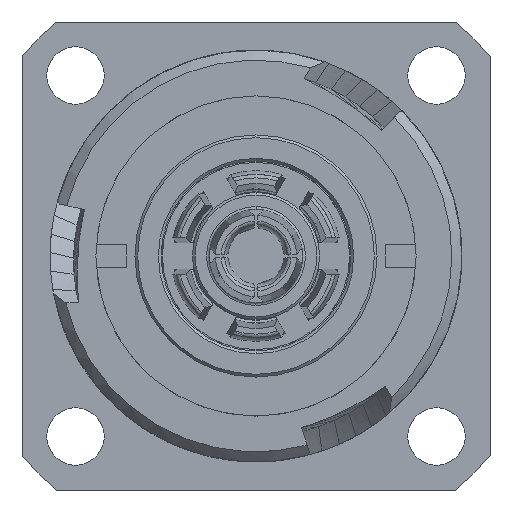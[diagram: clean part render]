
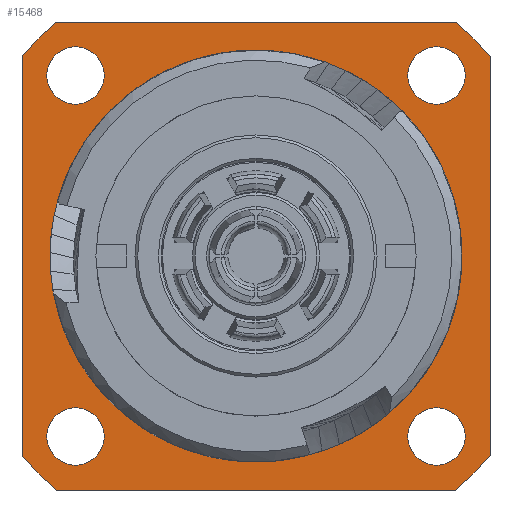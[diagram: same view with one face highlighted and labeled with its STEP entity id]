
A CAD part, left-side view. The second image highlights one B-rep face of the part: STEP entity #15468.
In plain terms, the highlighted planar face has unit normal (-1, 0, 0).
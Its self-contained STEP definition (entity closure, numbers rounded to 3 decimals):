
#313=CARTESIAN_POINT('',(23.15,0.,0.));
#314=DIRECTION('',(1.,0.,0.));
#315=DIRECTION('',(0.,1.,0.));
#316=AXIS2_PLACEMENT_3D('',#313,#314,#315);
#1257=CARTESIAN_POINT('',(23.15,0.,0.));
#1258=DIRECTION('',(-1.,0.,0.));
#1259=DIRECTION('',(0.,1.,0.));
#1260=AXIS2_PLACEMENT_3D('',#1257,#1258,#1259);
#2929=DIRECTION('',(0.,1.,0.));
#2930=VECTOR('',#2929,29.88);
#2931=CARTESIAN_POINT('',(23.15,-14.94,-17.5));
#2932=LINE('770',#2931,#2930);
#2933=CARTESIAN_POINT('',(23.15,0.,0.));
#2934=DIRECTION('',(-1.,0.,0.));
#2935=DIRECTION('',(0.,0.761,-0.649));
#2936=AXIS2_PLACEMENT_3D('',#2933,#2934,#2935);
#2938=DIRECTION('',(0.,0.,1.));
#2939=VECTOR('',#2938,29.88);
#2940=CARTESIAN_POINT('',(23.15,17.5,-14.94));
#2941=LINE('773',#2940,#2939);
#2942=CARTESIAN_POINT('',(23.15,0.,0.));
#2943=DIRECTION('',(1.,0.,0.));
#2944=DIRECTION('',(0.,0.761,0.649));
#2945=AXIS2_PLACEMENT_3D('',#2942,#2943,#2944);
#2947=DIRECTION('',(0.,-1.,0.));
#2948=VECTOR('',#2947,29.88);
#2949=CARTESIAN_POINT('',(23.15,14.94,17.5));
#2950=LINE('772',#2949,#2948);
#2951=CARTESIAN_POINT('',(23.15,0.,0.));
#2952=DIRECTION('',(1.,0.,0.));
#2953=DIRECTION('',(0.,-0.649,0.761));
#2954=AXIS2_PLACEMENT_3D('',#2951,#2952,#2953);
#2956=DIRECTION('',(0.,0.,-1.));
#2957=VECTOR('',#2956,29.88);
#2958=CARTESIAN_POINT('',(23.15,-17.5,14.94));
#2959=LINE('771',#2958,#2957);
#2960=CARTESIAN_POINT('',(23.15,0.,0.));
#2961=DIRECTION('',(-1.,0.,0.));
#2962=DIRECTION('',(0.,-0.649,-0.761));
#2963=AXIS2_PLACEMENT_3D('',#2960,#2961,#2962);
#2965=CARTESIAN_POINT('',(23.15,13.5,-13.5));
#2966=DIRECTION('',(-1.,0.,0.));
#2967=DIRECTION('',(0.,0.,1.));
#2968=AXIS2_PLACEMENT_3D('',#2965,#2966,#2967);
#2970=CARTESIAN_POINT('',(23.15,13.5,-13.5));
#2971=DIRECTION('',(-1.,0.,0.));
#2972=DIRECTION('',(0.,0.,-1.));
#2973=AXIS2_PLACEMENT_3D('',#2970,#2971,#2972);
#2975=CARTESIAN_POINT('',(23.15,13.5,13.5));
#2976=DIRECTION('',(-1.,0.,0.));
#2977=DIRECTION('',(0.,0.,1.));
#2978=AXIS2_PLACEMENT_3D('',#2975,#2976,#2977);
#2980=CARTESIAN_POINT('',(23.15,13.5,13.5));
#2981=DIRECTION('',(-1.,0.,0.));
#2982=DIRECTION('',(0.,0.,-1.));
#2983=AXIS2_PLACEMENT_3D('',#2980,#2981,#2982);
#2985=CARTESIAN_POINT('',(23.15,-13.5,13.5));
#2986=DIRECTION('',(-1.,0.,0.));
#2987=DIRECTION('',(0.,0.,1.));
#2988=AXIS2_PLACEMENT_3D('',#2985,#2986,#2987);
#2990=CARTESIAN_POINT('',(23.15,-13.5,13.5));
#2991=DIRECTION('',(-1.,0.,0.));
#2992=DIRECTION('',(0.,0.,-1.));
#2993=AXIS2_PLACEMENT_3D('',#2990,#2991,#2992);
#2995=CARTESIAN_POINT('',(23.15,-13.5,-13.5));
#2996=DIRECTION('',(-1.,0.,0.));
#2997=DIRECTION('',(0.,0.,1.));
#2998=AXIS2_PLACEMENT_3D('',#2995,#2996,#2997);
#3000=CARTESIAN_POINT('',(23.15,-13.5,-13.5));
#3001=DIRECTION('',(-1.,0.,0.));
#3002=DIRECTION('',(0.,0.,-1.));
#3003=AXIS2_PLACEMENT_3D('',#3000,#3001,#3002);
#6945=CARTESIAN_POINT('',(23.15,15.4,0.));
#6946=CARTESIAN_POINT('',(23.15,-15.4,0.));
#6947=VERTEX_POINT('',#6945);
#6948=VERTEX_POINT('',#6946);
#6965=CARTESIAN_POINT('',(23.15,-14.94,-17.5));
#6966=CARTESIAN_POINT('',(23.15,14.94,-17.5));
#6967=VERTEX_POINT('',#6965);
#6968=VERTEX_POINT('',#6966);
#6969=CARTESIAN_POINT('',(23.15,-17.5,14.94));
#6970=CARTESIAN_POINT('',(23.15,-17.5,-14.94));
#6971=VERTEX_POINT('',#6969);
#6972=VERTEX_POINT('',#6970);
#6973=CARTESIAN_POINT('',(23.15,14.94,17.5));
#6974=CARTESIAN_POINT('',(23.15,-14.94,17.5));
#6975=VERTEX_POINT('',#6973);
#6976=VERTEX_POINT('',#6974);
#6977=CARTESIAN_POINT('',(23.15,17.5,-14.94));
#6978=CARTESIAN_POINT('',(23.15,17.5,14.94));
#6979=VERTEX_POINT('',#6977);
#6980=VERTEX_POINT('',#6978);
#7474=CARTESIAN_POINT('',(23.15,13.5,-11.35));
#7475=CARTESIAN_POINT('',(23.15,13.5,-15.65));
#7476=VERTEX_POINT('',#7474);
#7477=VERTEX_POINT('',#7475);
#7478=CARTESIAN_POINT('',(23.15,13.5,15.65));
#7479=CARTESIAN_POINT('',(23.15,13.5,11.35));
#7480=VERTEX_POINT('',#7478);
#7481=VERTEX_POINT('',#7479);
#7482=CARTESIAN_POINT('',(23.15,-13.5,15.65));
#7483=CARTESIAN_POINT('',(23.15,-13.5,11.35));
#7484=VERTEX_POINT('',#7482);
#7485=VERTEX_POINT('',#7483);
#7486=CARTESIAN_POINT('',(23.15,-13.5,-11.35));
#7487=CARTESIAN_POINT('',(23.15,-13.5,-15.65));
#7488=VERTEX_POINT('',#7486);
#7489=VERTEX_POINT('',#7487);
#15417=CARTESIAN_POINT('',(23.15,0.,0.));
#15418=DIRECTION('',(1.,0.,0.));
#15419=DIRECTION('',(0.,-1.,0.));
#15420=AXIS2_PLACEMENT_3D('',#15417,#15418,#15419);
#15421=PLANE('250',#15420);
#15423=ORIENTED_EDGE('770',*,*,#15422,.T.);
#15425=ORIENTED_EDGE('899',*,*,#15424,.F.);
#15427=ORIENTED_EDGE('773',*,*,#15426,.T.);
#15429=ORIENTED_EDGE('895',*,*,#15428,.T.);
#15431=ORIENTED_EDGE('772',*,*,#15430,.T.);
#15433=ORIENTED_EDGE('896',*,*,#15432,.T.);
#15435=ORIENTED_EDGE('771',*,*,#15434,.T.);
#15437=ORIENTED_EDGE('900',*,*,#15436,.F.);
#15438=EDGE_LOOP('250',(#15423,#15425,#15427,#15429,#15431,#15433,#15435,
#15437));
#15439=FACE_OUTER_BOUND('250',#15438,.F.);
#15440=ORIENTED_EDGE('765',*,*,#8899,.T.);
#15441=ORIENTED_EDGE('763',*,*,#8586,.F.);
#15442=EDGE_LOOP('250',(#15440,#15441));
#15443=FACE_BOUND('250',#15442,.F.);
#15445=ORIENTED_EDGE('1338',*,*,#15444,.T.);
#15447=ORIENTED_EDGE('1339',*,*,#15446,.T.);
#15448=EDGE_LOOP('250',(#15445,#15447));
#15449=FACE_BOUND('250',#15448,.F.);
#15451=ORIENTED_EDGE('1340',*,*,#15450,.T.);
#15453=ORIENTED_EDGE('1341',*,*,#15452,.T.);
#15454=EDGE_LOOP('250',(#15451,#15453));
#15455=FACE_BOUND('250',#15454,.F.);
#15457=ORIENTED_EDGE('1342',*,*,#15456,.T.);
#15459=ORIENTED_EDGE('1343',*,*,#15458,.T.);
#15460=EDGE_LOOP('250',(#15457,#15459));
#15461=FACE_BOUND('250',#15460,.F.);
#15463=ORIENTED_EDGE('1344',*,*,#15462,.T.);
#15465=ORIENTED_EDGE('1345',*,*,#15464,.T.);
#15466=EDGE_LOOP('250',(#15463,#15465));
#15467=FACE_BOUND('250',#15466,.F.);
#317=CIRCLE('763',#316,15.4);
#1261=CIRCLE('765',#1260,15.4);
#2937=CIRCLE('899',#2936,23.01);
#2946=CIRCLE('895',#2945,23.01);
#2955=CIRCLE('896',#2954,23.01);
#2964=CIRCLE('900',#2963,23.01);
#2969=CIRCLE('1338',#2968,2.15);
#2974=CIRCLE('1339',#2973,2.15);
#2979=CIRCLE('1340',#2978,2.15);
#2984=CIRCLE('1341',#2983,2.15);
#2989=CIRCLE('1342',#2988,2.15);
#2994=CIRCLE('1343',#2993,2.15);
#2999=CIRCLE('1344',#2998,2.15);
#3004=CIRCLE('1345',#3003,2.15);
#8586=EDGE_CURVE('763',#6947,#6948,#317,.T.);
#8899=EDGE_CURVE('765',#6947,#6948,#1261,.T.);
#15422=EDGE_CURVE('770',#6967,#6968,#2932,.T.);
#15424=EDGE_CURVE('899',#6979,#6968,#2937,.T.);
#15426=EDGE_CURVE('773',#6979,#6980,#2941,.T.);
#15428=EDGE_CURVE('895',#6980,#6975,#2946,.T.);
#15430=EDGE_CURVE('772',#6975,#6976,#2950,.T.);
#15432=EDGE_CURVE('896',#6976,#6971,#2955,.T.);
#15434=EDGE_CURVE('771',#6971,#6972,#2959,.T.);
#15436=EDGE_CURVE('900',#6967,#6972,#2964,.T.);
#15444=EDGE_CURVE('1338',#7476,#7477,#2969,.T.);
#15446=EDGE_CURVE('1339',#7477,#7476,#2974,.T.);
#15450=EDGE_CURVE('1340',#7480,#7481,#2979,.T.);
#15452=EDGE_CURVE('1341',#7481,#7480,#2984,.T.);
#15456=EDGE_CURVE('1342',#7484,#7485,#2989,.T.);
#15458=EDGE_CURVE('1343',#7485,#7484,#2994,.T.);
#15462=EDGE_CURVE('1344',#7488,#7489,#2999,.T.);
#15464=EDGE_CURVE('1345',#7489,#7488,#3004,.T.);
#15468=ADVANCED_FACE('250',(#15439,#15443,#15449,#15455,#15461,#15467),#15421,
.F.);
